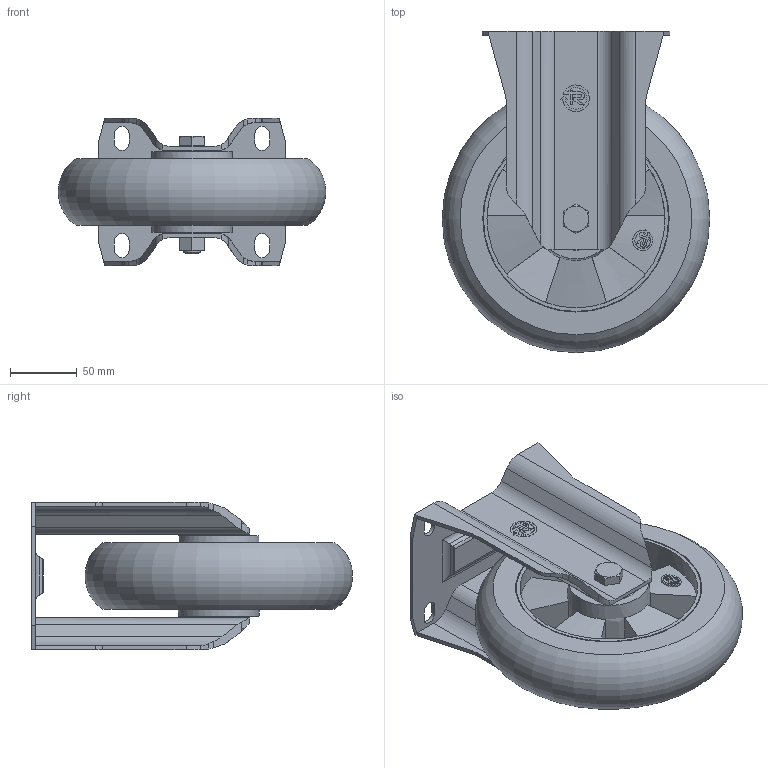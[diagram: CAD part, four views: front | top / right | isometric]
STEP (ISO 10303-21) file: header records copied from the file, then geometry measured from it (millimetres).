
FILE_DESCRIPTION( ( 'STEP AP214' ), ' ' );
FILE_NAME( 'SF_NL_628206.stp', '2018-04-04T07:39:04', ( '' ), ( '' ), ' ', 'PARTsolutions', ' ' );
FILE_SCHEMA( ( 'AUTOMOTIVE_DESIGN { 1 0 10303 214 1 1 1 1 }' ) );
Length unit declared in the file: millimetre
Products named in the file (8): SF/NL 628206; _624146; _Serie 62 ER HUB -622146- 20; _Serie 62 ER SHAFT - 622146- 20; _Shaft 200-M12-50-20600; _SF/NL (200-140x110-50240)-b; _Bolt M12(20-200-50-80GREY); _Nut M12(200-50-20-60GREY)
Assembly tree (8 placements, depth 2):
  SF/NL 628206
    _624146
    _Serie 62 ER HUB -622146- 20  x2
    _Serie 62 ER SHAFT - 622146- 20
    _Shaft 200-M12-50-20600
    _SF/NL (200-140x110-50240)-b
    _Bolt M12(20-200-50-80GREY)
    _Nut M12(200-50-20-60GREY)
Bounding box: 199.89 x 239.94 x 110 mm (x, y, z)
Volume: 1125770.6 mm3; surface area: 274237.9 mm2
Topology: 8 solids, 8 shells, 350 faces, 893 edges, 582 vertices
Faces by surface type: plane 191, cylinder 106, cone 41, torus 9, bspline 3
Full cylindrical faces by diameter (mm): 10.106 x1, 12 x4, 16.47 x1, 20 x3, 21 x1, 25 x1, 28.08 x4, 30.79 x4, 36.21 x4, 38.92 x4, 44 x1, 47 x4, 133 x2, 138.3 x2, 139.3 x2
Entity records: 13380 total; most frequent: CARTESIAN_POINT 2683, ORIENTED_EDGE 1634, DIRECTION 1598, EDGE_CURVE 817, AXIS2_PLACEMENT_3D 571, VERTEX_POINT 560, LINE 456, VECTOR 456
